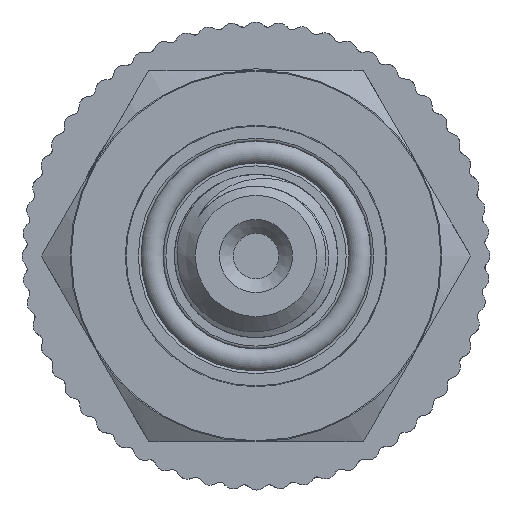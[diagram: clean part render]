
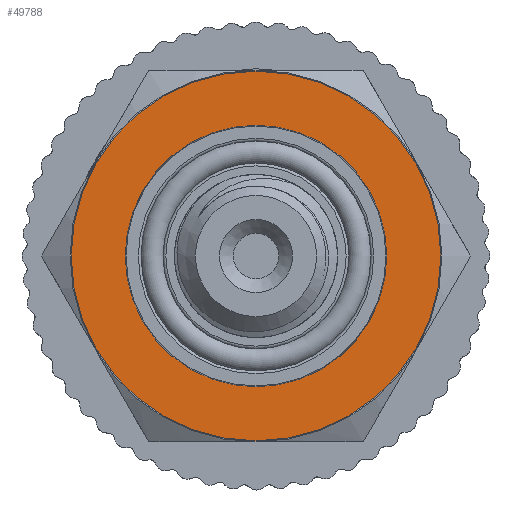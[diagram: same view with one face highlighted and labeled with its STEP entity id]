
A CAD part, left-side view. The second image highlights one B-rep face of the part: STEP entity #49788.
In plain terms, the highlighted planar face has unit normal (-1, 0, 0).
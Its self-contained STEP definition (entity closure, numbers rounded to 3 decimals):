
#177=PLANE('',#52422);
#3008=FACE_BOUND('',#6095,.T.);
#3373=FACE_OUTER_BOUND('',#6094,.T.);
#6094=EDGE_LOOP('',(#34738));
#6095=EDGE_LOOP('',(#34739));
#8588=CIRCLE('',#52423,13.425);
#8589=CIRCLE('',#52424,9.5);
#20452=VERTEX_POINT('',#82729);
#20453=VERTEX_POINT('',#82731);
#25990=EDGE_CURVE('',#20452,#20452,#8588,.T.);
#25991=EDGE_CURVE('',#20453,#20453,#8589,.T.);
#34738=ORIENTED_EDGE('',*,*,#25990,.F.);
#34739=ORIENTED_EDGE('',*,*,#25991,.T.);
#49788=ADVANCED_FACE('',(#3373,#3008),#177,.F.);
#52422=AXIS2_PLACEMENT_3D('',#82728,#57153,#57154);
#52423=AXIS2_PLACEMENT_3D('',#82730,#57155,#57156);
#52424=AXIS2_PLACEMENT_3D('',#82732,#57157,#57158);
#57153=DIRECTION('center_axis',(1.,0.,0.));
#57154=DIRECTION('ref_axis',(0.,0.,-1.));
#57155=DIRECTION('center_axis',(1.,0.,0.));
#57156=DIRECTION('ref_axis',(0.,1.,0.));
#57157=DIRECTION('center_axis',(1.,0.,0.));
#57158=DIRECTION('ref_axis',(0.,0.,-1.));
#82728=CARTESIAN_POINT('Origin',(-48.,9.5,0.));
#82729=CARTESIAN_POINT('',(-48.,-13.425,0.));
#82730=CARTESIAN_POINT('Origin',(-48.,0.,0.));
#82731=CARTESIAN_POINT('',(-48.,-9.5,0.));
#82732=CARTESIAN_POINT('Origin',(-48.,0.,0.));
